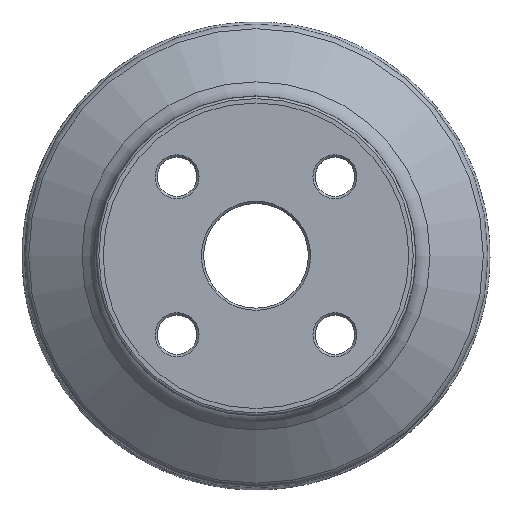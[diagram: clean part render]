
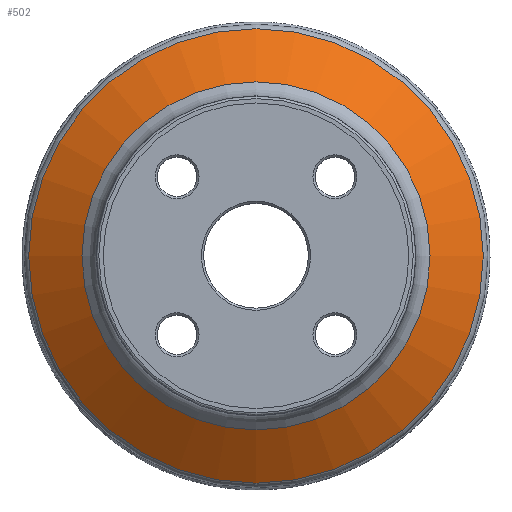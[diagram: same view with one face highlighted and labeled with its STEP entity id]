
A CAD part, top view. The second image highlights one B-rep face of the part: STEP entity #502.
In plain terms, the highlighted conical face has half-angle 55.002 degrees and reference radius 105.5 mm.
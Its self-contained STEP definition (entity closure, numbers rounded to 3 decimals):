
#102=CONICAL_SURFACE('',#921,105.5,55.002);
#158=EDGE_LOOP('',(#272));
#159=EDGE_LOOP('',(#273));
#272=ORIENTED_EDGE('',*,*,#385,.T.);
#273=ORIENTED_EDGE('',*,*,#386,.T.);
#385=EDGE_CURVE('',#685,#685,#442,.T.);
#386=EDGE_CURVE('',#686,#686,#443,.T.);
#442=CIRCLE('',#919,103.368);
#443=CIRCLE('',#920,79.147);
#502=ADVANCED_FACE('SU_5',(#570,#571),#102,.T.);
#570=FACE_BOUND('',#158,.T.);
#571=FACE_BOUND('',#159,.T.);
#685=VERTEX_POINT('',#10425);
#686=VERTEX_POINT('',#10427);
#919=AXIS2_PLACEMENT_3D('',#10424,#1096,#1097);
#920=AXIS2_PLACEMENT_3D('',#10426,#1098,#1099);
#921=AXIS2_PLACEMENT_3D('',#10428,#1100,#1101);
#1096=DIRECTION('',(0.,0.,1.));
#1097=DIRECTION('',(1.,0.,0.));
#1098=DIRECTION('',(0.,0.,-1.));
#1099=DIRECTION('',(-1.,0.,0.));
#1100=DIRECTION('',(0.,0.,-1.));
#1101=DIRECTION('',(-1.,0.,0.));
#10424=CARTESIAN_POINT('',(0.,0.,-43.904));
#10425=CARTESIAN_POINT('',(103.368,0.,-43.904));
#10426=CARTESIAN_POINT('',(0.,0.,-26.946));
#10427=CARTESIAN_POINT('',(-79.147,0.,-26.946));
#10428=CARTESIAN_POINT('',(0.,0.,-45.397));
